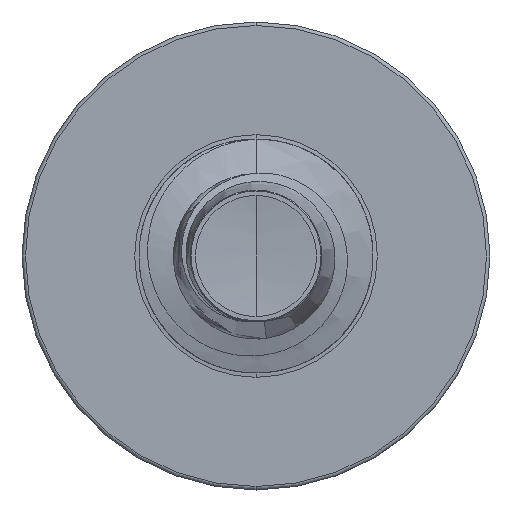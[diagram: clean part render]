
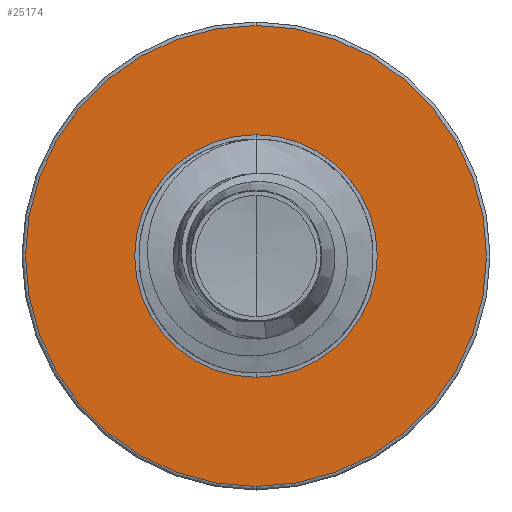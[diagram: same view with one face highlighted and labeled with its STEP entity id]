
A CAD part, front view. The second image highlights one B-rep face of the part: STEP entity #25174.
In plain terms, the highlighted planar face has unit normal (0, -1, 0).
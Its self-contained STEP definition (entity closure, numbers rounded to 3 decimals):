
#525 = EDGE_CURVE ( 'NONE', #24734, #17694, #23943, .T. ) ;
#538 = CARTESIAN_POINT ( 'NONE',  ( 0., 15., 2.463 ) ) ;
#1616 = EDGE_CURVE ( 'NONE', #17694, #24734, #4516, .T. ) ;
#1850 = EDGE_CURVE ( 'NONE', #16141, #14941, #2835, .T. ) ;
#1886 = AXIS2_PLACEMENT_3D ( 'NONE', #12371, #20430, #25233 ) ;
#2514 = AXIS2_PLACEMENT_3D ( 'NONE', #20197, #20173, #20170 ) ;
#2835 = CIRCLE ( 'NONE', #22141, 2.463 ) ;
#3116 = CARTESIAN_POINT ( 'NONE',  ( 0., 15., -2.462 ) ) ;
#3241 = DIRECTION ( 'NONE',  ( 0., 0., 1. ) ) ;
#3249 = DIRECTION ( 'NONE',  ( 0., 1., 0. ) ) ;
#3300 = CARTESIAN_POINT ( 'NONE',  ( 0., 15., 0. ) ) ;
#4516 = CIRCLE ( 'NONE', #9626, 1.296 ) ;
#4663 = EDGE_LOOP ( 'NONE', ( #25716, #4952 ) ) ;
#4952 = ORIENTED_EDGE ( 'NONE', *, *, #6558, .F. ) ;
#6558 = EDGE_CURVE ( 'NONE', #14941, #16141, #25266, .T. ) ;
#9626 = AXIS2_PLACEMENT_3D ( 'NONE', #14502, #14471, #14570 ) ;
#9930 = PLANE ( 'NONE',  #1886 ) ;
#12371 = CARTESIAN_POINT ( 'NONE',  ( 0., 15., -1.296 ) ) ;
#14471 = DIRECTION ( 'NONE',  ( 0., 1., 0. ) ) ;
#14502 = CARTESIAN_POINT ( 'NONE',  ( 0., 15., 0. ) ) ;
#14570 = DIRECTION ( 'NONE',  ( 0., 0., 1. ) ) ;
#14789 = FACE_OUTER_BOUND ( 'NONE', #4663, .T. ) ;
#14941 = VERTEX_POINT ( 'NONE', #3116 ) ;
#15615 = CARTESIAN_POINT ( 'NONE',  ( 0., 15., -1.296 ) ) ;
#16118 = AXIS2_PLACEMENT_3D ( 'NONE', #3300, #3249, #3241 ) ;
#16141 = VERTEX_POINT ( 'NONE', #538 ) ;
#17575 = ORIENTED_EDGE ( 'NONE', *, *, #525, .T. ) ;
#17694 = VERTEX_POINT ( 'NONE', #15615 ) ;
#18049 = CARTESIAN_POINT ( 'NONE',  ( 0., 15., 0. ) ) ;
#18182 = DIRECTION ( 'NONE',  ( 0., 1., 0. ) ) ;
#20025 = FACE_BOUND ( 'NONE', #22641, .T. ) ;
#20170 = DIRECTION ( 'NONE',  ( 0., 0., 1. ) ) ;
#20173 = DIRECTION ( 'NONE',  ( 0., 1., 0. ) ) ;
#20197 = CARTESIAN_POINT ( 'NONE',  ( 0., 15., 0. ) ) ;
#20430 = DIRECTION ( 'NONE',  ( 0., 1., 0. ) ) ;
#20751 = DIRECTION ( 'NONE',  ( 0., 0., 1. ) ) ;
#22136 = CARTESIAN_POINT ( 'NONE',  ( 0., 15., 1.296 ) ) ;
#22141 = AXIS2_PLACEMENT_3D ( 'NONE', #18049, #18182, #20751 ) ;
#22330 = ORIENTED_EDGE ( 'NONE', *, *, #1616, .T. ) ;
#22641 = EDGE_LOOP ( 'NONE', ( #17575, #22330 ) ) ;
#23943 = CIRCLE ( 'NONE', #2514, 1.296 ) ;
#24734 = VERTEX_POINT ( 'NONE', #22136 ) ;
#25174 = ADVANCED_FACE ( 'NONE', ( #14789, #20025 ), #9930, .F. ) ;
#25233 = DIRECTION ( 'NONE',  ( 0., 0., 1. ) ) ;
#25266 = CIRCLE ( 'NONE', #16118, 2.463 ) ;
#25716 = ORIENTED_EDGE ( 'NONE', *, *, #1850, .F. ) ;
